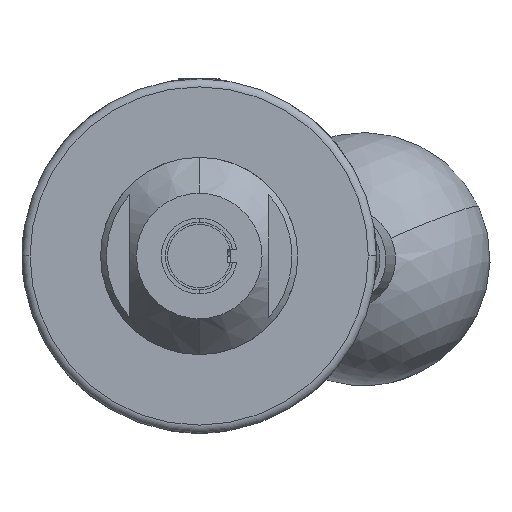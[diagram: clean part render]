
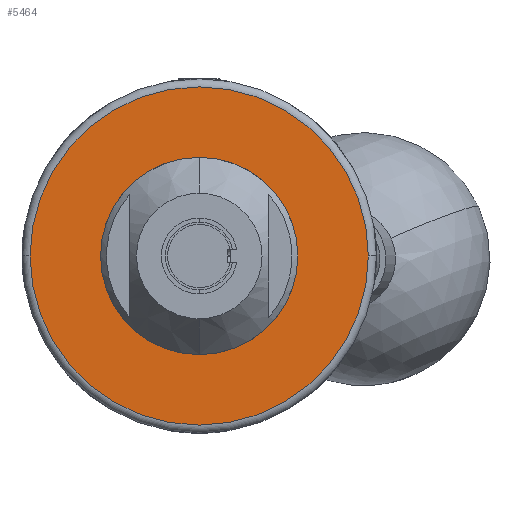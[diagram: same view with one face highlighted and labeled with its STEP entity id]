
A CAD part, left-side view. The second image highlights one B-rep face of the part: STEP entity #5464.
In plain terms, the highlighted planar face has unit normal (-1, 0, 0).
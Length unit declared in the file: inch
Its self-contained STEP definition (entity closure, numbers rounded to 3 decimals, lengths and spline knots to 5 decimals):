
#14 = ORIENTED_EDGE ( 'NONE', *, *, #10397, .T. ) ;
#407 = CARTESIAN_POINT ( 'NONE',  ( -2.878, 0., 0. ) ) ;
#598 = EDGE_CURVE ( 'NONE', #7920, #4688, #6215, .T. ) ;
#839 = DIRECTION ( 'NONE',  ( -1., 0., 0. ) ) ;
#1010 = ORIENTED_EDGE ( 'NONE', *, *, #598, .F. ) ;
#1720 = AXIS2_PLACEMENT_3D ( 'NONE', #10387, #10507, #3655 ) ;
#2161 = EDGE_CURVE ( 'NONE', #4027, #11749, #10974, .T. ) ;
#2212 = CIRCLE ( 'NONE', #4819, 0.835 ) ;
#2705 = PLANE ( 'NONE',  #1720 ) ;
#2825 = EDGE_LOOP ( 'NONE', ( #1010, #10142 ) ) ;
#2859 = CIRCLE ( 'NONE', #8456, 0.1985 ) ;
#3655 = DIRECTION ( 'NONE',  ( 0., -1., 0. ) ) ;
#4027 = VERTEX_POINT ( 'NONE', #5179 ) ;
#4614 = AXIS2_PLACEMENT_3D ( 'NONE', #407, #11037, #8224 ) ;
#4688 = VERTEX_POINT ( 'NONE', #9658 ) ;
#4819 = AXIS2_PLACEMENT_3D ( 'NONE', #10645, #5872, #6137 ) ;
#5062 = CARTESIAN_POINT ( 'NONE',  ( -2.878, 0.835, 0. ) ) ;
#5130 = FACE_OUTER_BOUND ( 'NONE', #6381, .T. ) ;
#5179 = CARTESIAN_POINT ( 'NONE',  ( -2.878, -0.835, 0. ) ) ;
#5464 = ADVANCED_FACE ( 'NONE', ( #11093, #5130 ), #2705, .F. ) ;
#5551 = AXIS2_PLACEMENT_3D ( 'NONE', #11710, #839, #9595 ) ;
#5872 = DIRECTION ( 'NONE',  ( -1., 0., 0. ) ) ;
#6137 = DIRECTION ( 'NONE',  ( 0., -1., 0. ) ) ;
#6215 = CIRCLE ( 'NONE', #4614, 0.1985 ) ;
#6381 = EDGE_LOOP ( 'NONE', ( #11689, #14 ) ) ;
#6474 = CARTESIAN_POINT ( 'NONE',  ( -2.878, 0., -0.1985 ) ) ;
#7223 = CARTESIAN_POINT ( 'NONE',  ( -2.878, 0., 0. ) ) ;
#7920 = VERTEX_POINT ( 'NONE', #6474 ) ;
#8224 = DIRECTION ( 'NONE',  ( 0., 0., -1. ) ) ;
#8456 = AXIS2_PLACEMENT_3D ( 'NONE', #7223, #11029, #10086 ) ;
#9595 = DIRECTION ( 'NONE',  ( 0., -1., 0. ) ) ;
#9658 = CARTESIAN_POINT ( 'NONE',  ( -2.878, 0., 0.1985 ) ) ;
#9689 = EDGE_CURVE ( 'NONE', #4688, #7920, #2859, .T. ) ;
#10086 = DIRECTION ( 'NONE',  ( 0., 0., -1. ) ) ;
#10142 = ORIENTED_EDGE ( 'NONE', *, *, #9689, .F. ) ;
#10387 = CARTESIAN_POINT ( 'NONE',  ( -2.878, -0.875, 0. ) ) ;
#10397 = EDGE_CURVE ( 'NONE', #11749, #4027, #2212, .T. ) ;
#10507 = DIRECTION ( 'NONE',  ( 1., 0., 0. ) ) ;
#10645 = CARTESIAN_POINT ( 'NONE',  ( -2.878, 0., 0. ) ) ;
#10974 = CIRCLE ( 'NONE', #5551, 0.835 ) ;
#11029 = DIRECTION ( 'NONE',  ( -1., 0., 0. ) ) ;
#11037 = DIRECTION ( 'NONE',  ( -1., 0., 0. ) ) ;
#11093 = FACE_BOUND ( 'NONE', #2825, .T. ) ;
#11689 = ORIENTED_EDGE ( 'NONE', *, *, #2161, .T. ) ;
#11710 = CARTESIAN_POINT ( 'NONE',  ( -2.878, 0., 0. ) ) ;
#11749 = VERTEX_POINT ( 'NONE', #5062 ) ;
